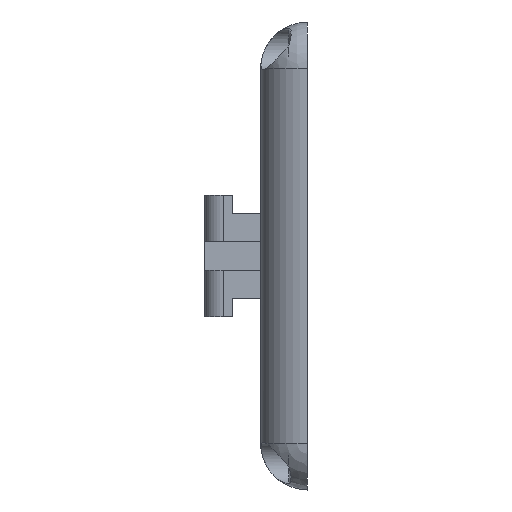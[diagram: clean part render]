
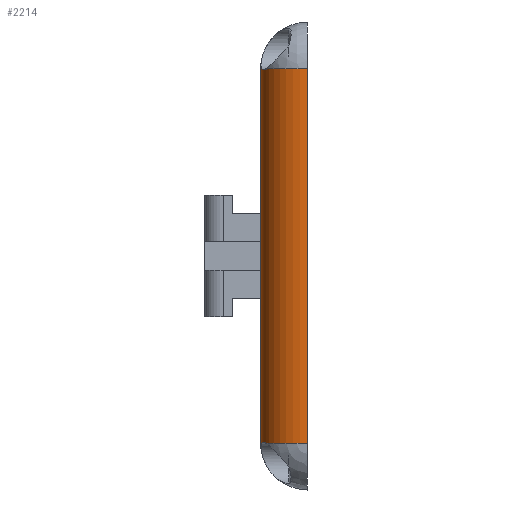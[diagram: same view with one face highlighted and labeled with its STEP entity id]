
A CAD part, left-side view. The second image highlights one B-rep face of the part: STEP entity #2214.
In plain terms, the highlighted cylindrical face has radius 5 mm (diameter 10 mm), a partial arc.
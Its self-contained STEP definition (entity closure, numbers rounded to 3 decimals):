
#9 = EDGE_CURVE ( 'NONE', #1109, #1636, #300, .T. ) ;
#40 = ORIENTED_EDGE ( 'NONE', *, *, #2251, .F. ) ;
#69 = DIRECTION ( 'NONE',  ( 0., 0., -1. ) ) ;
#70 = DIRECTION ( 'NONE',  ( 0., 1., 0. ) ) ;
#106 = CARTESIAN_POINT ( 'NONE',  ( -76.166, 24.862, 20. ) ) ;
#162 = DIRECTION ( 'NONE',  ( -1., 0., 0. ) ) ;
#175 = CARTESIAN_POINT ( 'NONE',  ( -75., 20., 0. ) ) ;
#180 = B_SPLINE_CURVE_WITH_KNOTS ( 'NONE', 3,
 ( #374, #1458, #1117, #1503 ),
 .UNSPECIFIED., .F., .F.,
 ( 4, 4 ),
 ( 0., 0.001 ),
 .UNSPECIFIED. ) ;
#194 = ORIENTED_EDGE ( 'NONE', *, *, #1078, .F. ) ;
#204 = ORIENTED_EDGE ( 'NONE', *, *, #1172, .F. ) ;
#226 = VECTOR ( 'NONE', #69, 1000. ) ;
#244 = CARTESIAN_POINT ( 'NONE',  ( -75., 20., 20. ) ) ;
#261 = EDGE_CURVE ( 'NONE', #833, #1177, #793, .T. ) ;
#300 = B_SPLINE_CURVE_WITH_KNOTS ( 'NONE', 3,
 ( #1336, #2052, #1502, #760, #1491, #1868 ),
 .UNSPECIFIED., .F., .F.,
 ( 4, 2, 4 ),
 ( 0., 0.001, 0.001 ),
 .UNSPECIFIED. ) ;
#362 = CARTESIAN_POINT ( 'NONE',  ( -80., 20., -20. ) ) ;
#374 = CARTESIAN_POINT ( 'NONE',  ( -77.22, 24.48, -20. ) ) ;
#404 = AXIS2_PLACEMENT_3D ( 'NONE', #1277, #723, #709 ) ;
#412 = CARTESIAN_POINT ( 'NONE',  ( -75., 25., 25. ) ) ;
#443 = B_SPLINE_CURVE_WITH_KNOTS ( 'NONE', 3,
 ( #1798, #836, #2342, #1972 ),
 .UNSPECIFIED., .F., .F.,
 ( 4, 4 ),
 ( 0.001, 0.001 ),
 .UNSPECIFIED. ) ;
#444 = CARTESIAN_POINT ( 'NONE',  ( -80., 20., -25. ) ) ;
#450 = DIRECTION ( 'NONE',  ( 0., 0., -1. ) ) ;
#617 = ORIENTED_EDGE ( 'NONE', *, *, #261, .F. ) ;
#691 = DIRECTION ( 'NONE',  ( 0., 1., 0. ) ) ;
#709 = DIRECTION ( 'NONE',  ( 1., 0., 0. ) ) ;
#723 = DIRECTION ( 'NONE',  ( 0., 0., 1. ) ) ;
#760 = CARTESIAN_POINT ( 'NONE',  ( -76.879, 24.637, 19.937 ) ) ;
#793 = CIRCLE ( 'NONE', #2393, 5. ) ;
#812 = VERTEX_POINT ( 'NONE', #1331 ) ;
#833 = VERTEX_POINT ( 'NONE', #1887 ) ;
#836 = CARTESIAN_POINT ( 'NONE',  ( -76.52, 24.767, -19.936 ) ) ;
#844 = AXIS2_PLACEMENT_3D ( 'NONE', #244, #1468, #2213 ) ;
#940 = ORIENTED_EDGE ( 'NONE', *, *, #9, .F. ) ;
#941 = CARTESIAN_POINT ( 'NONE',  ( -75., 25., 20. ) ) ;
#1026 = AXIS2_PLACEMENT_3D ( 'NONE', #2118, #450, #691 ) ;
#1041 = CARTESIAN_POINT ( 'NONE',  ( -75., 20., -20. ) ) ;
#1078 = EDGE_CURVE ( 'NONE', #1895, #833, #443, .T. ) ;
#1109 = VERTEX_POINT ( 'NONE', #106 ) ;
#1117 = CARTESIAN_POINT ( 'NONE',  ( -76.875, 24.639, -19.936 ) ) ;
#1149 = FACE_OUTER_BOUND ( 'NONE', #1242, .T. ) ;
#1172 = EDGE_CURVE ( 'NONE', #812, #1895, #180, .T. ) ;
#1177 = VERTEX_POINT ( 'NONE', #1860 ) ;
#1200 = DIRECTION ( 'NONE',  ( 0., 0., 1. ) ) ;
#1225 = EDGE_CURVE ( 'NONE', #1636, #2044, #1804, .T. ) ;
#1242 = EDGE_LOOP ( 'NONE', ( #940, #40, #2179, #617, #194, #204, #1870, #1604, #2002 ) ) ;
#1275 = DIRECTION ( 'NONE',  ( 0., 0., -1. ) ) ;
#1277 = CARTESIAN_POINT ( 'NONE',  ( -75., 20., 20. ) ) ;
#1294 = VERTEX_POINT ( 'NONE', #362 ) ;
#1331 = CARTESIAN_POINT ( 'NONE',  ( -77.22, 24.48, -20. ) ) ;
#1336 = CARTESIAN_POINT ( 'NONE',  ( -76.166, 24.862, 20. ) ) ;
#1339 = EDGE_CURVE ( 'NONE', #2044, #1294, #1537, .T. ) ;
#1377 = VECTOR ( 'NONE', #1200, 1000. ) ;
#1458 = CARTESIAN_POINT ( 'NONE',  ( -77.05, 24.564, -19.958 ) ) ;
#1468 = DIRECTION ( 'NONE',  ( 0., 0., 1. ) ) ;
#1491 = CARTESIAN_POINT ( 'NONE',  ( -77.054, 24.562, 19.959 ) ) ;
#1502 = CARTESIAN_POINT ( 'NONE',  ( -76.525, 24.766, 19.935 ) ) ;
#1503 = CARTESIAN_POINT ( 'NONE',  ( -76.693, 24.705, -19.936 ) ) ;
#1537 = LINE ( 'NONE', #444, #226 ) ;
#1603 = VERTEX_POINT ( 'NONE', #941 ) ;
#1604 = ORIENTED_EDGE ( 'NONE', *, *, #1339, .F. ) ;
#1636 = VERTEX_POINT ( 'NONE', #2256 ) ;
#1643 = CIRCLE ( 'NONE', #1026, 5. ) ;
#1661 = AXIS2_PLACEMENT_3D ( 'NONE', #175, #1275, #162 ) ;
#1746 = DIRECTION ( 'NONE',  ( 0., 0., -1. ) ) ;
#1778 = EDGE_CURVE ( 'NONE', #1294, #812, #1643, .T. ) ;
#1798 = CARTESIAN_POINT ( 'NONE',  ( -76.693, 24.705, -19.936 ) ) ;
#1804 = CIRCLE ( 'NONE', #404, 5. ) ;
#1860 = CARTESIAN_POINT ( 'NONE',  ( -75., 25., -20. ) ) ;
#1868 = CARTESIAN_POINT ( 'NONE',  ( -77.22, 24.48, 20. ) ) ;
#1870 = ORIENTED_EDGE ( 'NONE', *, *, #1778, .F. ) ;
#1887 = CARTESIAN_POINT ( 'NONE',  ( -76.166, 24.862, -20. ) ) ;
#1895 = VERTEX_POINT ( 'NONE', #2404 ) ;
#1971 = CARTESIAN_POINT ( 'NONE',  ( -80., 20., 20. ) ) ;
#1972 = CARTESIAN_POINT ( 'NONE',  ( -76.166, 24.862, -20. ) ) ;
#2002 = ORIENTED_EDGE ( 'NONE', *, *, #1225, .F. ) ;
#2021 = EDGE_CURVE ( 'NONE', #1177, #1603, #2125, .T. ) ;
#2044 = VERTEX_POINT ( 'NONE', #1971 ) ;
#2052 = CARTESIAN_POINT ( 'NONE',  ( -76.346, 24.819, 19.956 ) ) ;
#2073 = CYLINDRICAL_SURFACE ( 'NONE', #1661, 5. ) ;
#2118 = CARTESIAN_POINT ( 'NONE',  ( -75., 20., -20. ) ) ;
#2125 = LINE ( 'NONE', #412, #1377 ) ;
#2179 = ORIENTED_EDGE ( 'NONE', *, *, #2021, .F. ) ;
#2210 = CIRCLE ( 'NONE', #844, 5. ) ;
#2213 = DIRECTION ( 'NONE',  ( 1., 0., 0. ) ) ;
#2214 = ADVANCED_FACE ( 'NONE', ( #1149 ), #2073, .T. ) ;
#2251 = EDGE_CURVE ( 'NONE', #1603, #1109, #2210, .T. ) ;
#2256 = CARTESIAN_POINT ( 'NONE',  ( -77.22, 24.48, 20. ) ) ;
#2342 = CARTESIAN_POINT ( 'NONE',  ( -76.342, 24.82, -19.957 ) ) ;
#2393 = AXIS2_PLACEMENT_3D ( 'NONE', #1041, #1746, #70 ) ;
#2404 = CARTESIAN_POINT ( 'NONE',  ( -76.693, 24.705, -19.936 ) ) ;
